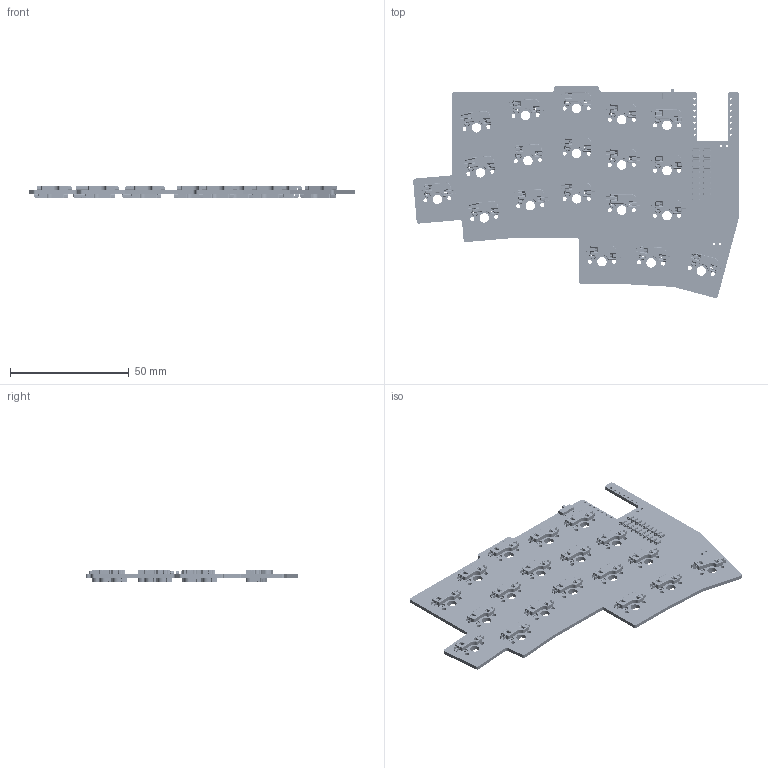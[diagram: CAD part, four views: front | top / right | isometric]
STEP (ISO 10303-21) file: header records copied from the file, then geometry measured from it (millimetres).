
FILE_DESCRIPTION(('KiCad electronic assembly'),'2;1');
FILE_NAME('YukiBoard.step','2025-08-01T17:11:33',('Pcbnew'),('Kicad'), 'Open CASCADE STEP processor 7.8','KiCad to STEP converter','Unknown' );
FILE_SCHEMA(('AUTOMOTIVE_DESIGN { 1 0 10303 214 1 1 1 1 }'));
Length unit declared in the file: millimetre
Products named in the file (6): YukiBoard 1; MX-Hotswap-Socket; D_SOD-123; Switch_MSK12C02; YukiBoard_PCB; YukiBoard 2
Assembly tree (59 placements, depth 2):
  YukiBoard 1
    MX-Hotswap-Socket  x38
    D_SOD-123  x19
    Switch_MSK12C02
    YukiBoard_PCB
  YukiBoard 2
Bounding box: 137.35 x 89.47 x 5.38 mm (x, y, z)
Volume: 15784.7 mm3; surface area: 28883.6 mm2
Topology: 64 solids, 64 shells, 10642 faces, 27987 edges, 17722 vertices
Faces by surface type: plane 6017, cylinder 3211, cone 760, bspline 494, torus 152, sphere 8
Full cylindrical faces by diameter (mm): 0.7 x2, 0.85 x2, 0.889 x14, 1 x4, 1.702 x38, 2.9 x76, 3.988 x19
Entity records: 24796 total; most frequent: CARTESIAN_POINT 4281, DIRECTION 4047, ORIENTED_EDGE 3812, EDGE_CURVE 1906, AXIS2_PLACEMENT_3D 1471, VERTEX_POINT 1229, LINE 1105, VECTOR 1105
